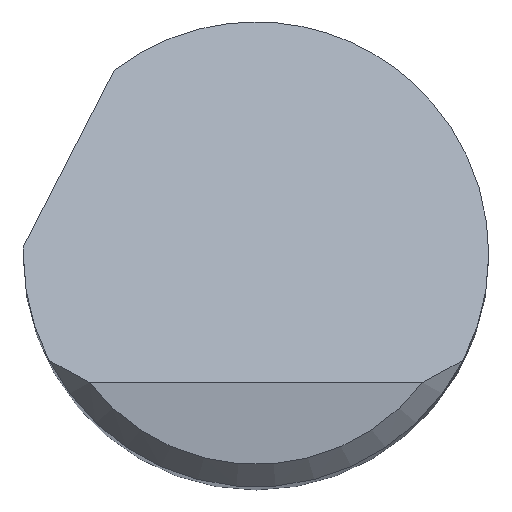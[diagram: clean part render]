
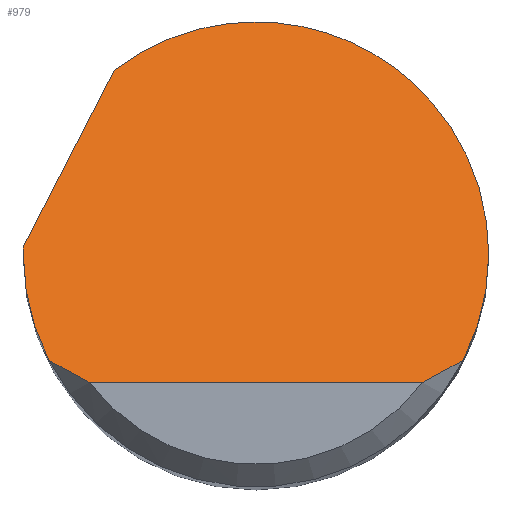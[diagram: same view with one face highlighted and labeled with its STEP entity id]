
A CAD part, top view. The second image highlights one B-rep face of the part: STEP entity #979.
In plain terms, the highlighted planar face has unit normal (0, 0.707, 0.707).
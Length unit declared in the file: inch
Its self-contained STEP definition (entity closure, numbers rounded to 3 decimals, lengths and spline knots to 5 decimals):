
#12 = DIRECTION ( 'NONE',  ( 0.341, 0.665, -0.665 ) ) ;
#92 = CARTESIAN_POINT ( 'NONE',  ( 0.15625, 0.1488, 2.76495 ) ) ;
#133 = CARTESIAN_POINT ( 'NONE',  ( 0.13906, -0.07125, 2.985 ) ) ;
#135 = EDGE_CURVE ( 'NONE', #1147, #609, #480, .T. ) ;
#140 = ORIENTED_EDGE ( 'NONE', *, *, #1558, .F. ) ;
#152 = CARTESIAN_POINT ( 'NONE',  ( -0.15625, 0.00167, 2.91208 ) ) ;
#165 = VERTEX_POINT ( 'NONE', #695 ) ;
#168 = ORIENTED_EDGE ( 'NONE', *, *, #1512, .F. ) ;
#233 = PLANE ( 'NONE',  #993 ) ;
#364 = VECTOR ( 'NONE', #712, 39.37008 ) ;
#397 = CARTESIAN_POINT ( 'NONE',  ( 0.11186, -0.08625, 3. ) ) ;
#398 = ORIENTED_EDGE ( 'NONE', *, *, #734, .T. ) ;
#410 = LINE ( 'NONE', #1390, #836 ) ;
#434 = CARTESIAN_POINT ( 'NONE',  ( 0.15625, 0., 2.91375 ) ) ;
#443 = CARTESIAN_POINT ( 'NONE',  ( -0.12131, -0.0816, 2.99535 ) ) ;
#447 = CARTESIAN_POINT ( 'NONE',  ( 0.15625, -0.02489, 2.93864 ) ) ;
#453 = CARTESIAN_POINT ( 'NONE',  ( 0.12131, -0.0816, 2.99535 ) ) ;
#480 =( BOUNDED_CURVE ( )  B_SPLINE_CURVE ( 3, ( #1560, #447, #815, #1447 ),
 .UNSPECIFIED., .F., .F. ) 
 B_SPLINE_CURVE_WITH_KNOTS ( ( 4, 4 ),
 ( 1.5708, 2.04429 ),
 .UNSPECIFIED. ) 
 CURVE ( )  GEOMETRIC_REPRESENTATION_ITEM ( )  RATIONAL_B_SPLINE_CURVE ( ( 1., 0.981, 0.981, 1. ) ) 
 REPRESENTATION_ITEM ( '' )  );
#484 = ORIENTED_EDGE ( 'NONE', *, *, #882, .T. ) ;
#489 = CARTESIAN_POINT ( 'NONE',  ( 0.15625, 0., 2.91375 ) ) ;
#521 = CARTESIAN_POINT ( 'NONE',  ( -0.15622, 0.00333, 2.91042 ) ) ;
#584 = CARTESIAN_POINT ( 'NONE',  ( -0.13035, -0.07657, 2.99032 ) ) ;
#586 = CARTESIAN_POINT ( 'NONE',  ( 0.13035, -0.07657, 2.99032 ) ) ;
#609 = VERTEX_POINT ( 'NONE', #133 ) ;
#628 = EDGE_LOOP ( 'NONE', ( #484, #1412, #762, #736, #168, #140, #897, #398 ) ) ;
#640 = VERTEX_POINT ( 'NONE', #776 ) ;
#650 = VERTEX_POINT ( 'NONE', #1285 ) ;
#695 = CARTESIAN_POINT ( 'NONE',  ( -0.09521, 0.12389, 2.78986 ) ) ;
#698 = B_SPLINE_CURVE_WITH_KNOTS ( 'NONE', 3,
 ( #1352, #584, #443, #950 ),
 .UNSPECIFIED., .F., .F.,
 ( 4, 4 ),
 ( 0., 0.00088 ),
 .UNSPECIFIED. ) ;
#712 = DIRECTION ( 'NONE',  ( 1., 0., 0. ) ) ;
#719 = DIRECTION ( 'NONE',  ( 0., 0.707, -0.707 ) ) ;
#734 = EDGE_CURVE ( 'NONE', #1598, #1351, #698, .T. ) ;
#736 = ORIENTED_EDGE ( 'NONE', *, *, #1377, .F. ) ;
#759 =( BOUNDED_CURVE ( )  B_SPLINE_CURVE ( 3, ( #886, #152, #521, #879 ),
 .UNSPECIFIED., .F., .F. ) 
 B_SPLINE_CURVE_WITH_KNOTS ( ( 4, 4 ),
 ( 4.71239, 4.74439 ),
 .UNSPECIFIED. ) 
 CURVE ( )  GEOMETRIC_REPRESENTATION_ITEM ( )  RATIONAL_B_SPLINE_CURVE ( ( 1., 1., 1., 1. ) ) 
 REPRESENTATION_ITEM ( '' )  );
#762 = ORIENTED_EDGE ( 'NONE', *, *, #135, .F. ) ;
#776 = CARTESIAN_POINT ( 'NONE',  ( -0.15625, 0., 2.91375 ) ) ;
#799 = CARTESIAN_POINT ( 'NONE',  ( -0.15625, 0., 2.91375 ) ) ;
#815 = CARTESIAN_POINT ( 'NONE',  ( 0.15041, -0.04909, 2.96284 ) ) ;
#836 = VECTOR ( 'NONE', #12, 39.37008 ) ;
#879 = CARTESIAN_POINT ( 'NONE',  ( -0.15617, 0.005, 2.90875 ) ) ;
#882 = EDGE_CURVE ( 'NONE', #1351, #996, #1218, .T. ) ;
#886 = CARTESIAN_POINT ( 'NONE',  ( -0.15625, 0., 2.91375 ) ) ;
#897 = ORIENTED_EDGE ( 'NONE', *, *, #1197, .F. ) ;
#907 = EDGE_CURVE ( 'NONE', #996, #609, #1075, .T. ) ;
#944 = DIRECTION ( 'NONE',  ( 0., -0.707, -0.707 ) ) ;
#950 = CARTESIAN_POINT ( 'NONE',  ( -0.11186, -0.08625, 3. ) ) ;
#952 = FACE_OUTER_BOUND ( 'NONE', #628, .T. ) ;
#979 = ADVANCED_FACE ( 'NONE', ( #952 ), #233, .F. ) ;
#993 = AXIS2_PLACEMENT_3D ( 'NONE', #1462, #944, #719 ) ;
#996 = VERTEX_POINT ( 'NONE', #397 ) ;
#1075 = B_SPLINE_CURVE_WITH_KNOTS ( 'NONE', 3,
 ( #1453, #453, #586, #1089 ),
 .UNSPECIFIED., .F., .F.,
 ( 4, 4 ),
 ( 0., 0.00088 ),
 .UNSPECIFIED. ) ;
#1086 = CARTESIAN_POINT ( 'NONE',  ( -0.11186, -0.08625, 3. ) ) ;
#1089 = CARTESIAN_POINT ( 'NONE',  ( 0.13906, -0.07125, 2.985 ) ) ;
#1147 = VERTEX_POINT ( 'NONE', #434 ) ;
#1185 = CARTESIAN_POINT ( 'NONE',  ( -0.15625, -0.02489, 2.93864 ) ) ;
#1197 = EDGE_CURVE ( 'NONE', #1598, #640, #1326, .T. ) ;
#1204 =( BOUNDED_CURVE ( )  B_SPLINE_CURVE ( 3, ( #1481, #1610, #92, #489 ),
 .UNSPECIFIED., .F., .F. ) 
 B_SPLINE_CURVE_WITH_KNOTS ( ( 4, 4 ),
 ( 5.62792, 7.85398 ),
 .UNSPECIFIED. ) 
 CURVE ( )  GEOMETRIC_REPRESENTATION_ITEM ( )  RATIONAL_B_SPLINE_CURVE ( ( 1., 0.628, 0.628, 1. ) ) 
 REPRESENTATION_ITEM ( '' )  );
#1205 = CARTESIAN_POINT ( 'NONE',  ( -0.13906, -0.07125, 2.985 ) ) ;
#1218 = LINE ( 'NONE', #1361, #364 ) ;
#1285 = CARTESIAN_POINT ( 'NONE',  ( -0.15617, 0.005, 2.90875 ) ) ;
#1326 =( BOUNDED_CURVE ( )  B_SPLINE_CURVE ( 3, ( #1205, #1335, #1185, #799 ),
 .UNSPECIFIED., .F., .F. ) 
 B_SPLINE_CURVE_WITH_KNOTS ( ( 4, 4 ),
 ( 4.23889, 4.71239 ),
 .UNSPECIFIED. ) 
 CURVE ( )  GEOMETRIC_REPRESENTATION_ITEM ( )  RATIONAL_B_SPLINE_CURVE ( ( 1., 0.981, 0.981, 1. ) ) 
 REPRESENTATION_ITEM ( '' )  );
#1335 = CARTESIAN_POINT ( 'NONE',  ( -0.15041, -0.04909, 2.96284 ) ) ;
#1351 = VERTEX_POINT ( 'NONE', #1086 ) ;
#1352 = CARTESIAN_POINT ( 'NONE',  ( -0.13906, -0.07125, 2.985 ) ) ;
#1361 = CARTESIAN_POINT ( 'NONE',  ( 0., -0.08625, 3. ) ) ;
#1377 = EDGE_CURVE ( 'NONE', #165, #1147, #1204, .T. ) ;
#1384 = CARTESIAN_POINT ( 'NONE',  ( -0.13906, -0.07125, 2.985 ) ) ;
#1390 = CARTESIAN_POINT ( 'NONE',  ( -0.19753, -0.07567, 2.98942 ) ) ;
#1412 = ORIENTED_EDGE ( 'NONE', *, *, #907, .T. ) ;
#1447 = CARTESIAN_POINT ( 'NONE',  ( 0.13906, -0.07125, 2.985 ) ) ;
#1453 = CARTESIAN_POINT ( 'NONE',  ( 0.11186, -0.08625, 3. ) ) ;
#1462 = CARTESIAN_POINT ( 'NONE',  ( -0.15625, -0.08625, 3. ) ) ;
#1481 = CARTESIAN_POINT ( 'NONE',  ( -0.09521, 0.12389, 2.78986 ) ) ;
#1512 = EDGE_CURVE ( 'NONE', #650, #165, #410, .T. ) ;
#1558 = EDGE_CURVE ( 'NONE', #640, #650, #759, .T. ) ;
#1560 = CARTESIAN_POINT ( 'NONE',  ( 0.15625, 0., 2.91375 ) ) ;
#1598 = VERTEX_POINT ( 'NONE', #1384 ) ;
#1610 = CARTESIAN_POINT ( 'NONE',  ( 0.02277, 0.21456, 2.69919 ) ) ;
